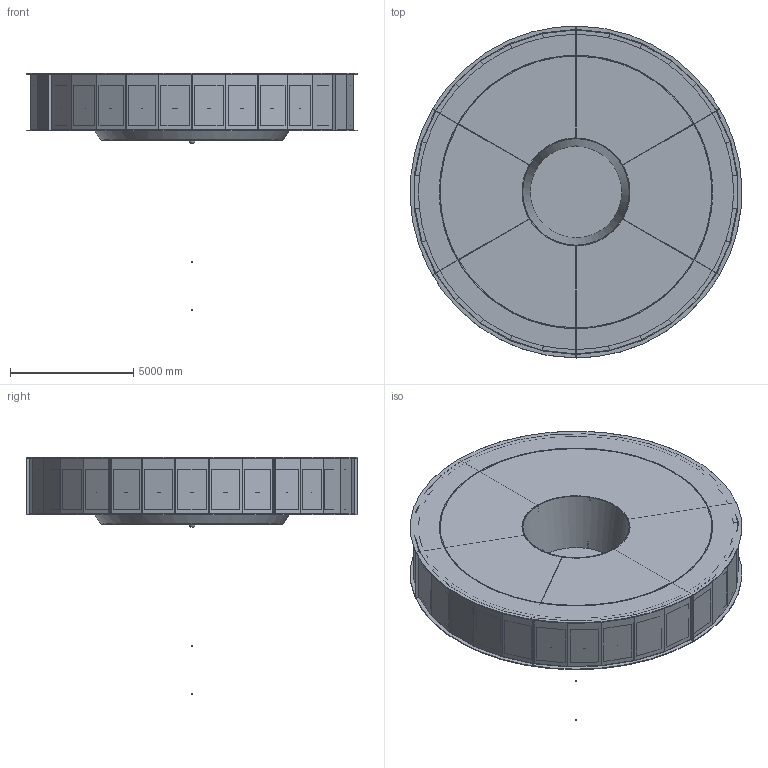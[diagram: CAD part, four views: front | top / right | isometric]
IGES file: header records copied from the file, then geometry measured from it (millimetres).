
Global section: file name: Mirrors PMTs SOLID JLab15; native system: AutoCAD 2016 - English; preprocessor: Autodesk Translation Framework DWG producer (atf_dwg_producer); organization: unknown; date: 20170302.131828; units: inch
Bounding box: 13451.84 x 13462 x 9624.31 mm (x, y, z)
Volume: 19742383974 mm3; surface area: 1414529210.7 mm2
Topology: 493 solids, 496 shells, 3230 faces, 6805 edges, 4675 vertices
Faces by surface type: bspline 3230
